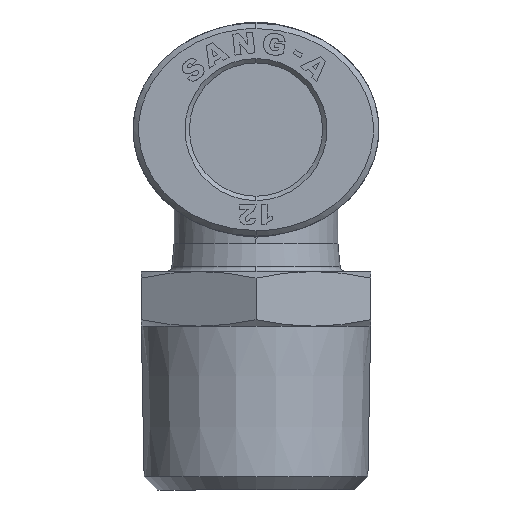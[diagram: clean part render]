
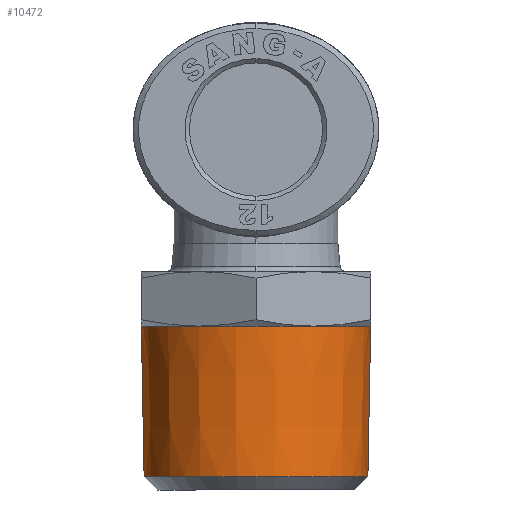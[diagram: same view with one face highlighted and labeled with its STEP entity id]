
A CAD part, left-side view. The second image highlights one B-rep face of the part: STEP entity #10472.
In plain terms, the highlighted conical face has half-angle 1.06 degrees and reference radius 10.5 mm.
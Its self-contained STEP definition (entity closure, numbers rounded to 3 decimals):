
#184 = EDGE_CURVE ( 'NONE', #11122, #19022, #27043, .T. ) ;
#1819 = DIRECTION ( 'NONE',  ( 1., 0., 0. ) ) ;
#2217 = DIRECTION ( 'NONE',  ( 0., 0., 1. ) ) ;
#2396 = DIRECTION ( 'NONE',  ( 1., 0., 0. ) ) ;
#2650 = CONICAL_SURFACE ( 'NONE', #11847, 10.5, 0.018 ) ;
#2705 = DIRECTION ( 'NONE',  ( 0., 0., 1. ) ) ;
#2919 = VECTOR ( 'NONE', #16976, 1000. ) ;
#3475 = ORIENTED_EDGE ( 'NONE', *, *, #25136, .T. ) ;
#4097 = CARTESIAN_POINT ( 'NONE',  ( -12.928, -10.5, -18. ) ) ;
#4419 = CARTESIAN_POINT ( 'NONE',  ( -22.022, 5.25, -18. ) ) ;
#4530 = VERTEX_POINT ( 'NONE', #25575 ) ;
#4613 = CARTESIAN_POINT ( 'NONE',  ( -22.022, -5.25, -18. ) ) ;
#4751 = DIRECTION ( 'NONE',  ( 0., 0., 1. ) ) ;
#5064 = CARTESIAN_POINT ( 'NONE',  ( -12.928, 10.5, -18. ) ) ;
#6588 = DIRECTION ( 'NONE',  ( 1., 0., 0. ) ) ;
#6677 = ORIENTED_EDGE ( 'NONE', *, *, #9792, .T. ) ;
#6758 = DIRECTION ( 'NONE',  ( 1., 0., 0. ) ) ;
#6823 = CARTESIAN_POINT ( 'NONE',  ( -12.928, 0., -18. ) ) ;
#7467 = VERTEX_POINT ( 'NONE', #16921 ) ;
#7559 = CIRCLE ( 'NONE', #22966, 10.5 ) ;
#8028 = AXIS2_PLACEMENT_3D ( 'NONE', #21097, #2217, #2396 ) ;
#8424 = CARTESIAN_POINT ( 'NONE',  ( -12.928, 0., -18. ) ) ;
#8636 = VERTEX_POINT ( 'NONE', #22516 ) ;
#9373 = EDGE_CURVE ( 'NONE', #25858, #11122, #23307, .T. ) ;
#9792 = EDGE_CURVE ( 'NONE', #8636, #4530, #26507, .T. ) ;
#9912 = ORIENTED_EDGE ( 'NONE', *, *, #22014, .F. ) ;
#10005 = ORIENTED_EDGE ( 'NONE', *, *, #184, .F. ) ;
#10472 = ADVANCED_FACE ( 'NONE', ( #17357 ), #2650, .T. ) ;
#11122 = VERTEX_POINT ( 'NONE', #4419 ) ;
#11539 = ORIENTED_EDGE ( 'NONE', *, *, #9373, .F. ) ;
#11847 = AXIS2_PLACEMENT_3D ( 'NONE', #6823, #2705, #23486 ) ;
#12396 = LINE ( 'NONE', #12784, #2919 ) ;
#12547 = EDGE_LOOP ( 'NONE', ( #17484, #6677, #3475, #9912, #10005, #11539 ) ) ;
#12784 = CARTESIAN_POINT ( 'NONE',  ( -12.928, 10.5, -18. ) ) ;
#14313 = DIRECTION ( 'NONE',  ( 0., 0., 1. ) ) ;
#15947 = VECTOR ( 'NONE', #18701, 1000. ) ;
#16921 = CARTESIAN_POINT ( 'NONE',  ( -12.928, -10.5, -18. ) ) ;
#16976 = DIRECTION ( 'NONE',  ( 0., 0.018, 1. ) ) ;
#17267 = AXIS2_PLACEMENT_3D ( 'NONE', #18992, #4751, #6758 ) ;
#17357 = FACE_OUTER_BOUND ( 'NONE', #12547, .T. ) ;
#17484 = ORIENTED_EDGE ( 'NONE', *, *, #24472, .F. ) ;
#18664 = AXIS2_PLACEMENT_3D ( 'NONE', #26771, #14313, #1819 ) ;
#18701 = DIRECTION ( 'NONE',  ( 0., -0.018, 1. ) ) ;
#18992 = CARTESIAN_POINT ( 'NONE',  ( -12.928, 0., -18. ) ) ;
#19022 = VERTEX_POINT ( 'NONE', #4613 ) ;
#21097 = CARTESIAN_POINT ( 'NONE',  ( -12.928, 0., -18. ) ) ;
#22014 = EDGE_CURVE ( 'NONE', #19022, #7467, #7559, .T. ) ;
#22516 = CARTESIAN_POINT ( 'NONE',  ( -12.928, 10.245, -31.8 ) ) ;
#22966 = AXIS2_PLACEMENT_3D ( 'NONE', #8424, #23075, #6588 ) ;
#23075 = DIRECTION ( 'NONE',  ( 0., 0., 1. ) ) ;
#23307 = CIRCLE ( 'NONE', #17267, 10.5 ) ;
#23486 = DIRECTION ( 'NONE',  ( 0., -1., 0. ) ) ;
#24472 = EDGE_CURVE ( 'NONE', #8636, #25858, #12396, .T. ) ;
#25136 = EDGE_CURVE ( 'NONE', #4530, #7467, #27007, .T. ) ;
#25575 = CARTESIAN_POINT ( 'NONE',  ( -12.928, -10.245, -31.8 ) ) ;
#25858 = VERTEX_POINT ( 'NONE', #5064 ) ;
#26507 = CIRCLE ( 'NONE', #18664, 10.245 ) ;
#26771 = CARTESIAN_POINT ( 'NONE',  ( -12.928, 0., -31.8 ) ) ;
#27007 = LINE ( 'NONE', #4097, #15947 ) ;
#27043 = CIRCLE ( 'NONE', #8028, 10.5 ) ;
